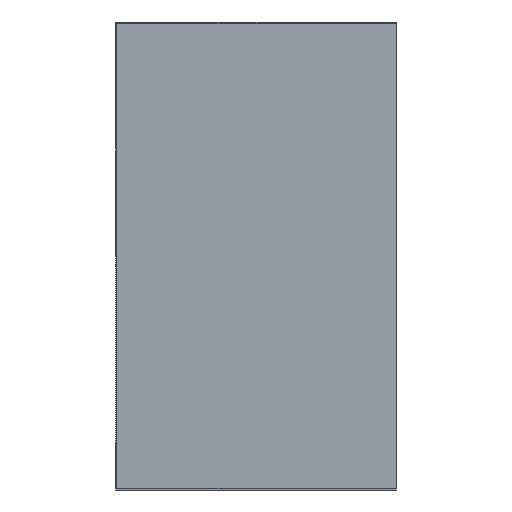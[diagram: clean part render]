
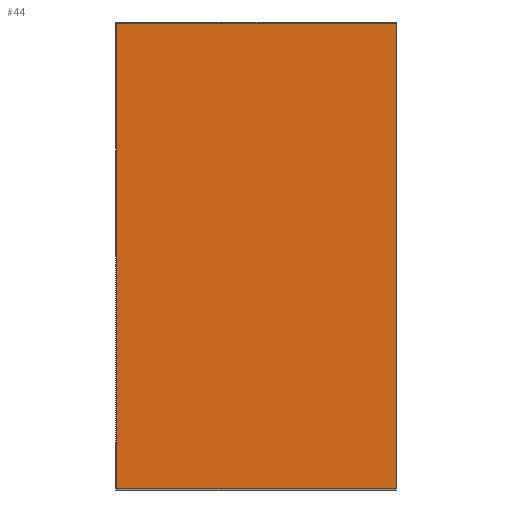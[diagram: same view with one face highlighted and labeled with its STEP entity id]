
A CAD part, left-side view. The second image highlights one B-rep face of the part: STEP entity #44.
In plain terms, the highlighted planar face has unit normal (-1, 0, 0).
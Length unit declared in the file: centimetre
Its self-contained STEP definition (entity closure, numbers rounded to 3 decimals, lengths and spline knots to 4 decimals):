
#38 = ORIENTED_EDGE ( 'NONE', *, *, #417, .T. ) ;
#44 = ADVANCED_FACE ( 'NONE', ( #932 ), #250, .T. ) ;
#51 = VECTOR ( 'NONE', #720, 100. ) ;
#73 = VECTOR ( 'NONE', #689, 100. ) ;
#90 = CARTESIAN_POINT ( 'NONE',  ( -0.225, 0., 0. ) ) ;
#91 = EDGE_CURVE ( 'NONE', #615, #928, #154, .T. ) ;
#97 = DIRECTION ( 'NONE',  ( 0., 0., 1. ) ) ;
#147 = ORIENTED_EDGE ( 'NONE', *, *, #237, .T. ) ;
#154 = LINE ( 'NONE', #1010, #592 ) ;
#171 = CARTESIAN_POINT ( 'NONE',  ( -0.225, 0., -0.0995 ) ) ;
#204 = EDGE_CURVE ( 'NONE', #928, #954, #718, .T. ) ;
#229 = CARTESIAN_POINT ( 'NONE',  ( -0.225, 0., 0.0995 ) ) ;
#237 = EDGE_CURVE ( 'NONE', #257, #954, #1108, .T. ) ;
#250 = PLANE ( 'NONE',  #405 ) ;
#257 = VERTEX_POINT ( 'NONE', #171 ) ;
#405 = AXIS2_PLACEMENT_3D ( 'NONE', #90, #426, #666 ) ;
#417 = EDGE_CURVE ( 'NONE', #615, #257, #759, .T. ) ;
#426 = DIRECTION ( 'NONE',  ( -1., 0., 0. ) ) ;
#442 = CARTESIAN_POINT ( 'NONE',  ( -0.225, 0., 0. ) ) ;
#592 = VECTOR ( 'NONE', #864, 100. ) ;
#601 = CARTESIAN_POINT ( 'NONE',  ( -0.225, 0., -0.0995 ) ) ;
#615 = VERTEX_POINT ( 'NONE', #1078 ) ;
#634 = CARTESIAN_POINT ( 'NONE',  ( -0.225, 0., 0.0995 ) ) ;
#666 = DIRECTION ( 'NONE',  ( 0., 0., 1. ) ) ;
#674 = ORIENTED_EDGE ( 'NONE', *, *, #91, .F. ) ;
#689 = DIRECTION ( 'NONE',  ( 0., -1., 0. ) ) ;
#718 = LINE ( 'NONE', #634, #51 ) ;
#720 = DIRECTION ( 'NONE',  ( 0., -1., 0. ) ) ;
#745 = EDGE_LOOP ( 'NONE', ( #147, #886, #674, #38 ) ) ;
#759 = LINE ( 'NONE', #601, #73 ) ;
#864 = DIRECTION ( 'NONE',  ( 0., 0., 1. ) ) ;
#886 = ORIENTED_EDGE ( 'NONE', *, *, #204, .F. ) ;
#928 = VERTEX_POINT ( 'NONE', #1113 ) ;
#932 = FACE_OUTER_BOUND ( 'NONE', #745, .T. ) ;
#954 = VERTEX_POINT ( 'NONE', #229 ) ;
#1010 = CARTESIAN_POINT ( 'NONE',  ( -0.225, 0.1195, 0. ) ) ;
#1074 = VECTOR ( 'NONE', #97, 100. ) ;
#1078 = CARTESIAN_POINT ( 'NONE',  ( -0.225, 0.1195, -0.0995 ) ) ;
#1108 = LINE ( 'NONE', #442, #1074 ) ;
#1113 = CARTESIAN_POINT ( 'NONE',  ( -0.225, 0.1195, 0.0995 ) ) ;
